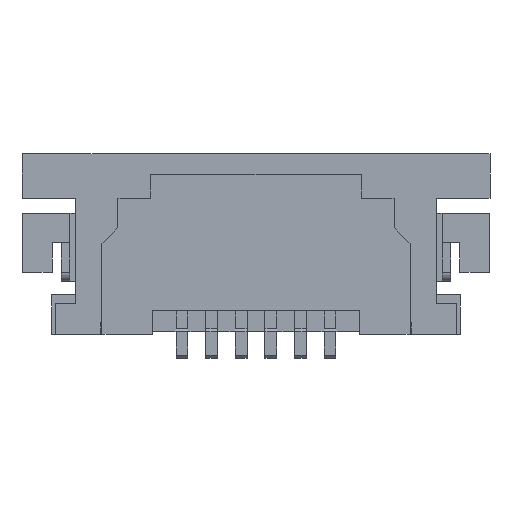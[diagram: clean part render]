
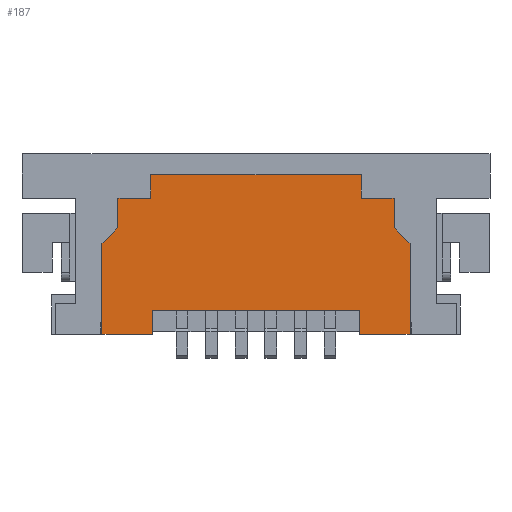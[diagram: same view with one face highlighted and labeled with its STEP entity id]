
A CAD part, front view. The second image highlights one B-rep face of the part: STEP entity #187.
In plain terms, the highlighted planar face has unit normal (0, -1, 0).
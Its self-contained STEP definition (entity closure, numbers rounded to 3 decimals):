
#187=ADVANCED_FACE('NONE',(#619),#620,.T.);
#619=FACE_OUTER_BOUND('',#1199,.T.);
#620=PLANE('',#1200);
#1199=EDGE_LOOP('',(#2788,#2789,#2790,#2791,#2792,#2793,#2794,#2795,#2796,#2797,#2798,#2799,#2800,#2801,#2802,#2803));
#1200=AXIS2_PLACEMENT_3D('',#2804,#2805,#2806);
#2788=ORIENTED_EDGE('',*,*,#4515,.F.);
#2789=ORIENTED_EDGE('',*,*,#4271,.F.);
#2790=ORIENTED_EDGE('',*,*,#4278,.F.);
#2791=ORIENTED_EDGE('',*,*,#4516,.F.);
#2792=ORIENTED_EDGE('',*,*,#4288,.F.);
#2793=ORIENTED_EDGE('',*,*,#4283,.F.);
#2794=ORIENTED_EDGE('',*,*,#4517,.T.);
#2795=ORIENTED_EDGE('',*,*,#4518,.T.);
#2796=ORIENTED_EDGE('',*,*,#4519,.T.);
#2797=ORIENTED_EDGE('',*,*,#4520,.F.);
#2798=ORIENTED_EDGE('',*,*,#4521,.T.);
#2799=ORIENTED_EDGE('',*,*,#4522,.T.);
#2800=ORIENTED_EDGE('',*,*,#4523,.F.);
#2801=ORIENTED_EDGE('',*,*,#4524,.F.);
#2802=ORIENTED_EDGE('',*,*,#4525,.F.);
#2803=ORIENTED_EDGE('',*,*,#4526,.F.);
#2804=CARTESIAN_POINT('',(1.92,0.02,0.));
#2805=DIRECTION('',(0.0,-1.0,0.0));
#2806=DIRECTION('',(0.0,0.0,-1.0));
#4271=EDGE_CURVE('NONE',#5291,#5286,#5293,.T.);
#4278=EDGE_CURVE('NONE',#5304,#5291,#5306,.T.);
#4283=EDGE_CURVE('NONE',#5312,#5314,#5315,.T.);
#4288=EDGE_CURVE('NONE',#5314,#5321,#5322,.T.);
#4515=EDGE_CURVE('NONE',#5286,#5696,#5697,.T.);
#4516=EDGE_CURVE('NONE',#5321,#5304,#5698,.T.);
#4517=EDGE_CURVE('NONE',#5312,#5699,#5700,.T.);
#4518=EDGE_CURVE('NONE',#5699,#5701,#5702,.T.);
#4519=EDGE_CURVE('NONE',#5701,#5703,#5704,.T.);
#4520=EDGE_CURVE('NONE',#5705,#5703,#5706,.T.);
#4521=EDGE_CURVE('NONE',#5705,#5707,#5708,.T.);
#4522=EDGE_CURVE('NONE',#5707,#5709,#5710,.T.);
#4523=EDGE_CURVE('NONE',#5711,#5709,#5712,.T.);
#4524=EDGE_CURVE('NONE',#5713,#5711,#5714,.T.);
#4525=EDGE_CURVE('NONE',#5715,#5713,#5716,.T.);
#4526=EDGE_CURVE('NONE',#5696,#5715,#5717,.T.);
#5286=VERTEX_POINT('NONE',#6898);
#5291=VERTEX_POINT('NONE',#6906);
#5293=LINE('',#6909,#6910);
#5304=VERTEX_POINT('NONE',#6926);
#5306=LINE('',#6929,#6930);
#5312=VERTEX_POINT('NONE',#6939);
#5314=VERTEX_POINT('NONE',#6942);
#5315=LINE('',#6943,#6944);
#5321=VERTEX_POINT('NONE',#6954);
#5322=LINE('',#6955,#6956);
#5696=VERTEX_POINT('NONE',#7532);
#5697=LINE('',#7533,#7534);
#5698=LINE('',#7535,#7536);
#5699=VERTEX_POINT('NONE',#7537);
#5700=LINE('',#7538,#7539);
#5701=VERTEX_POINT('NONE',#7540);
#5702=LINE('',#7541,#7542);
#5703=VERTEX_POINT('NONE',#7543);
#5704=LINE('',#7544,#7545);
#5705=VERTEX_POINT('NONE',#7546);
#5706=LINE('',#7547,#7548);
#5707=VERTEX_POINT('NONE',#7549);
#5708=LINE('',#7550,#7551);
#5709=VERTEX_POINT('NONE',#7552);
#5710=LINE('',#7553,#7554);
#5711=VERTEX_POINT('NONE',#7555);
#5712=LINE('',#7556,#7557);
#5713=VERTEX_POINT('NONE',#7558);
#5714=LINE('',#7559,#7560);
#5715=VERTEX_POINT('NONE',#7561);
#5716=LINE('',#7562,#7563);
#5717=LINE('',#7564,#7565);
#6898=CARTESIAN_POINT('',(-2.6,0.02,0.));
#6906=CARTESIAN_POINT('',(-1.75,0.02,0.));
#6909=CARTESIAN_POINT('',(-1.75,0.02,0.));
#6910=VECTOR('',#8575,1000.0);
#6926=CARTESIAN_POINT('',(-1.75,0.02,0.4));
#6929=CARTESIAN_POINT('',(-1.75,0.02,0.4));
#6930=VECTOR('',#8582,1000.0);
#6939=CARTESIAN_POINT('',(2.6,0.02,0.));
#6942=CARTESIAN_POINT('',(1.75,0.02,0.));
#6943=CARTESIAN_POINT('',(1.75,0.02,0.));
#6944=VECTOR('',#8587,1000.0);
#6954=CARTESIAN_POINT('',(1.75,0.02,0.4));
#6955=CARTESIAN_POINT('',(1.75,0.02,0.4));
#6956=VECTOR('',#8592,1000.0);
#7532=CARTESIAN_POINT('',(-2.6,0.02,1.53));
#7533=CARTESIAN_POINT('',(-2.6,0.02,0.));
#7534=VECTOR('',#8867,1000.0);
#7535=CARTESIAN_POINT('',(-1.75,0.02,0.4));
#7536=VECTOR('',#8868,1000.0);
#7537=CARTESIAN_POINT('',(2.6,0.02,1.53));
#7538=CARTESIAN_POINT('',(2.6,0.02,0.));
#7539=VECTOR('',#8869,1000.0);
#7540=CARTESIAN_POINT('',(2.33,0.02,1.8));
#7541=CARTESIAN_POINT('',(2.6,0.02,1.53));
#7542=VECTOR('',#8870,1000.0);
#7543=CARTESIAN_POINT('',(2.33,0.02,2.3));
#7544=CARTESIAN_POINT('',(2.33,0.02,1.8));
#7545=VECTOR('',#8871,1000.0);
#7546=CARTESIAN_POINT('',(1.775,0.02,2.3));
#7547=CARTESIAN_POINT('',(2.22,0.02,2.3));
#7548=VECTOR('',#8872,1000.0);
#7549=CARTESIAN_POINT('',(1.775,0.02,2.7));
#7550=CARTESIAN_POINT('',(1.775,0.02,2.3));
#7551=VECTOR('',#8873,1000.0);
#7552=CARTESIAN_POINT('',(-1.775,0.02,2.7));
#7553=CARTESIAN_POINT('',(1.775,0.02,2.7));
#7554=VECTOR('',#8874,1000.0);
#7555=CARTESIAN_POINT('',(-1.775,0.02,2.3));
#7556=CARTESIAN_POINT('',(-1.775,0.02,2.3));
#7557=VECTOR('',#8875,1000.0);
#7558=CARTESIAN_POINT('',(-2.33,0.02,2.3));
#7559=CARTESIAN_POINT('',(2.22,0.02,2.3));
#7560=VECTOR('',#8876,1000.0);
#7561=CARTESIAN_POINT('',(-2.33,0.02,1.8));
#7562=CARTESIAN_POINT('',(-2.33,0.02,1.8));
#7563=VECTOR('',#8877,1000.0);
#7564=CARTESIAN_POINT('',(-2.6,0.02,1.53));
#7565=VECTOR('',#8878,1000.0);
#8575=DIRECTION('',(-1.0,0.0,0.));
#8582=DIRECTION('',(0.0,0.0,-1.0));
#8587=DIRECTION('',(-1.0,0.0,0.));
#8592=DIRECTION('',(0.0,0.0,1.0));
#8867=DIRECTION('',(0.,0.0,1.0));
#8868=DIRECTION('',(-1.0,0.0,0.));
#8869=DIRECTION('',(0.,0.0,1.0));
#8870=DIRECTION('',(-0.707,0.0,0.707));
#8871=DIRECTION('',(0.0,0.0,1.0));
#8872=DIRECTION('',(1.0,0.0,0.));
#8873=DIRECTION('',(0.0,0.0,1.0));
#8874=DIRECTION('',(-1.0,0.0,0.));
#8875=DIRECTION('',(0.0,0.0,1.0));
#8876=DIRECTION('',(1.0,0.0,0.));
#8877=DIRECTION('',(0.0,0.0,1.0));
#8878=DIRECTION('',(0.707,0.0,0.707));
